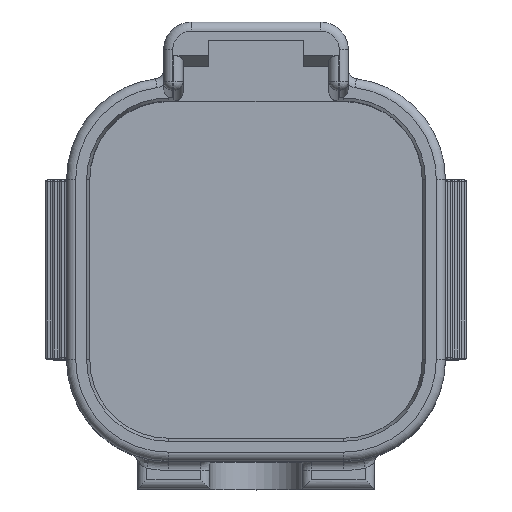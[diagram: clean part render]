
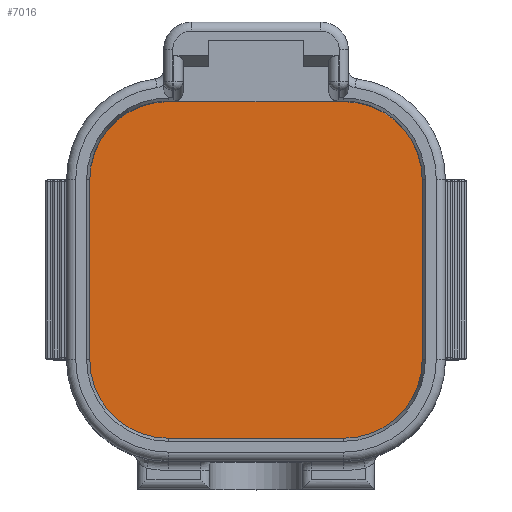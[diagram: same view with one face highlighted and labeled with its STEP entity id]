
A CAD part, top view. The second image highlights one B-rep face of the part: STEP entity #7016.
In plain terms, the highlighted planar face has unit normal (0, 0, 1).
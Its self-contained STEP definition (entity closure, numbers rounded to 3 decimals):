
#636=DIRECTION('',(0.,1.,0.));
#637=VECTOR('',#636,9.906);
#638=CARTESIAN_POINT('',(9.144,-4.953,-19.812));
#639=LINE('',#638,#637);
#643=CARTESIAN_POINT('',(4.826,-4.953,-19.812));
#644=DIRECTION('',(0.,0.,1.));
#645=DIRECTION('',(0.,-1.,0.));
#646=AXIS2_PLACEMENT_3D('',#643,#644,#645);
#651=DIRECTION('',(1.,0.,0.));
#652=VECTOR('',#651,9.652);
#653=CARTESIAN_POINT('',(-4.826,-9.271,-19.812));
#654=LINE('',#653,#652);
#658=CARTESIAN_POINT('',(-4.826,-4.953,-19.812));
#659=DIRECTION('',(0.,0.,1.));
#660=DIRECTION('',(-1.,0.,0.));
#661=AXIS2_PLACEMENT_3D('',#658,#659,#660);
#666=DIRECTION('',(0.,-1.,0.));
#667=VECTOR('',#666,9.906);
#668=CARTESIAN_POINT('',(-9.144,4.953,-19.812));
#669=LINE('',#668,#667);
#673=CARTESIAN_POINT('',(-4.826,4.953,-19.812));
#674=DIRECTION('',(0.,0.,1.));
#675=DIRECTION('',(0.,1.,0.));
#676=AXIS2_PLACEMENT_3D('',#673,#674,#675);
#681=DIRECTION('',(-1.,0.,0.));
#682=VECTOR('',#681,9.652);
#683=CARTESIAN_POINT('',(4.826,9.271,-19.812));
#684=LINE('',#683,#682);
#688=CARTESIAN_POINT('',(4.826,4.953,-19.812));
#689=DIRECTION('',(0.,0.,1.));
#690=DIRECTION('',(1.,0.,0.));
#691=AXIS2_PLACEMENT_3D('',#688,#689,#690);
#5857=CARTESIAN_POINT('',(9.144,-4.953,-19.812));
#5858=CARTESIAN_POINT('',(9.144,4.953,-19.812));
#5859=VERTEX_POINT('',#5857);
#5860=VERTEX_POINT('',#5858);
#5861=CARTESIAN_POINT('',(4.826,9.271,-19.812));
#5862=VERTEX_POINT('',#5861);
#5863=CARTESIAN_POINT('',(-4.826,9.271,-19.812));
#5864=VERTEX_POINT('',#5863);
#5865=CARTESIAN_POINT('',(-9.144,4.953,-19.812));
#5866=VERTEX_POINT('',#5865);
#5867=CARTESIAN_POINT('',(-9.144,-4.953,-19.812));
#5868=VERTEX_POINT('',#5867);
#5869=CARTESIAN_POINT('',(-4.826,-9.271,-19.812));
#5870=VERTEX_POINT('',#5869);
#5871=CARTESIAN_POINT('',(4.826,-9.271,-19.812));
#5872=VERTEX_POINT('',#5871);
#6996=CARTESIAN_POINT('',(0.,0.,-19.812));
#6997=DIRECTION('',(0.,0.,1.));
#6998=DIRECTION('',(-1.,0.,0.));
#6999=AXIS2_PLACEMENT_3D('',#6996,#6997,#6998);
#7000=PLANE('',#6999);
#7002=ORIENTED_EDGE('',*,*,#7001,.F.);
#7004=ORIENTED_EDGE('',*,*,#7003,.F.);
#7006=ORIENTED_EDGE('',*,*,#7005,.F.);
#7008=ORIENTED_EDGE('',*,*,#7007,.F.);
#7009=ORIENTED_EDGE('',*,*,#6976,.F.);
#7010=ORIENTED_EDGE('',*,*,#6990,.F.);
#7011=ORIENTED_EDGE('',*,*,#6746,.F.);
#7013=ORIENTED_EDGE('',*,*,#7012,.F.);
#7014=EDGE_LOOP('',(#7002,#7004,#7006,#7008,#7009,#7010,#7011,#7013));
#7015=FACE_OUTER_BOUND('',#7014,.F.);
#7016=ADVANCED_FACE('',(#7015),#7000,.T.);
#647=CIRCLE('',#646,4.318);
#662=CIRCLE('',#661,4.318);
#677=CIRCLE('',#676,4.318);
#692=CIRCLE('',#691,4.318);
#6746=EDGE_CURVE('',#5862,#5864,#684,.T.);
#6976=EDGE_CURVE('',#5866,#5868,#669,.T.);
#6990=EDGE_CURVE('',#5864,#5866,#677,.T.);
#7001=EDGE_CURVE('',#5859,#5860,#639,.T.);
#7003=EDGE_CURVE('',#5872,#5859,#647,.T.);
#7005=EDGE_CURVE('',#5870,#5872,#654,.T.);
#7007=EDGE_CURVE('',#5868,#5870,#662,.T.);
#7012=EDGE_CURVE('',#5860,#5862,#692,.T.);
